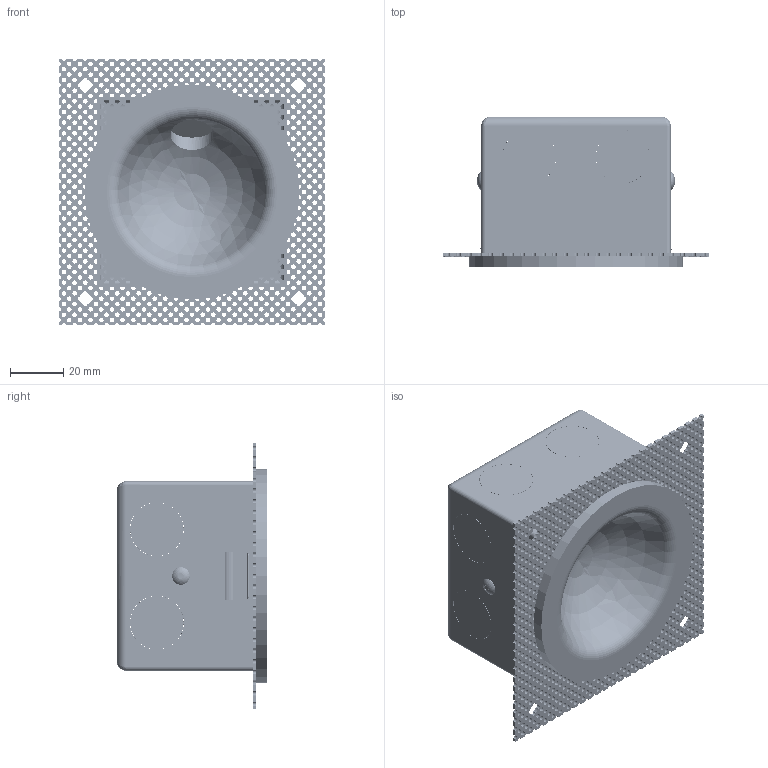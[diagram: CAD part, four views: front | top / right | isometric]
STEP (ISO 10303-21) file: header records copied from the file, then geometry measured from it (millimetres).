
FILE_DESCRIPTION(('CATIA V5 STEP Exchange','CAx-IF Rec.Pracs.--- Model Styling and Organization---1.4--- 2014-01-23','CAx-IF Rec.Pracs.---3D Tessellated Data Validation Properties---0.5---2014-09-14'),'2;1');
FILE_NAME('GW-R806.stp','2023-03-20T06:09:40+00:00',('none'),('none'),'CATIA Version 5-6 Release 2018','CATIA V5 STEP AP242','none');
FILE_SCHEMA(('AP242_MANAGED_MODEL_BASED_3D_ENGINEERING_MIM_LF {1 0 10303 442 1 1 4}'));
Products named in the file (14): Product1; 预埋框; 网版; 预埋件; 拉钉; 灯体; 铝灯体; 弹片; M3X5圆头螺丝; 压线码; M3X5圆头螺丝.3; Part10; Part9; Part11
Assembly tree (19 placements, depth 3):
  Product1
    预埋框
      网版
      预埋件
      拉钉  x2
    灯体
      铝灯体
      弹片  x2
      M3X5圆头螺丝  x4
      压线码
      M3X5圆头螺丝.3  x2
      Part10
      Part9
      Part11
Bounding box: 100 x 56.3 x 100 mm (x, y, z)
Volume: 87211.2 mm3; surface area: 82906.5 mm2
Topology: 20 solids, 20 shells, 4504 faces, 13269 edges, 8812 vertices
Faces by surface type: cylinder 4114, plane 330, torus 24, bspline 20, sphere 16
Entity records: 151071 total; most frequent: CARTESIAN_POINT 37808, ORIENTED_EDGE 24684, DIRECTION 19641, EDGE_CURVE 12342, AXIS2_PLACEMENT_3D 11241, VERTEX_POINT 8206, CIRCLE 7222, EDGE_LOOP 5953
